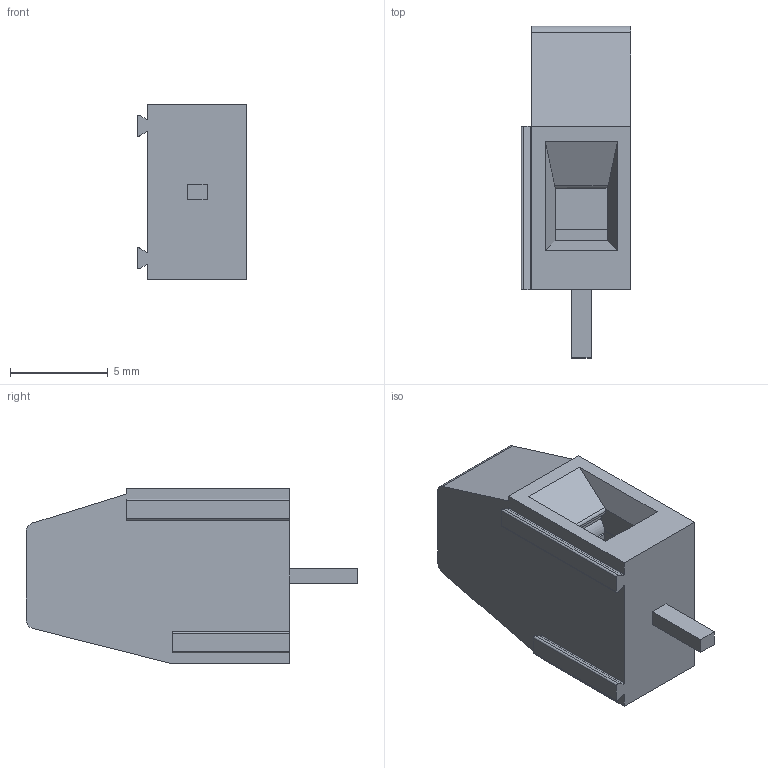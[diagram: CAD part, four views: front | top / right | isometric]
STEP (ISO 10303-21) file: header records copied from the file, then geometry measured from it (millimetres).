
FILE_DESCRIPTION(/* description */ (''),/* implementation_level */ '2;1');
FILE_NAME(/* name */ 'MK2059~1',/* time_stamp */ '2018-02-26T18:43:22+03:00',/* author */ (''),/* organization */ (''),/* preprocessor_version */ 'ST-DEVELOPER v15',/* originating_system */ '',/* authorisation */ '');
FILE_SCHEMA (('AUTOMOTIVE_DESIGN'));
Length unit declared in the file: millimetre
Products named in the file (1): Document
Bounding box: 5.63 x 17 x 9 mm (x, y, z)
Surface area: 710.1 mm2 (no closed solid volume)
Topology: 0 solids, 4 shells, 155 faces, 442 edges, 294 vertices
Faces by surface type: plane 92, bspline 63
Entity records: 6583 total; most frequent: CARTESIAN_POINT 3785, ORIENTED_EDGE 856, EDGE_CURVE 442, B_SPLINE_CURVE_WITH_KNOTS 356, VERTEX_POINT 294, EDGE_LOOP 170, ADVANCED_FACE 155, FACE_OUTER_BOUND 155
